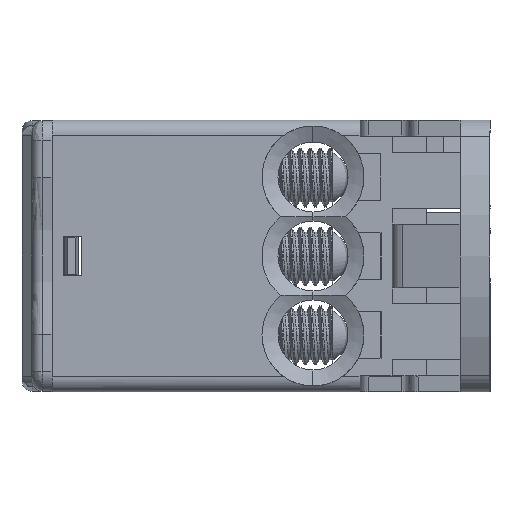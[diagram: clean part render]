
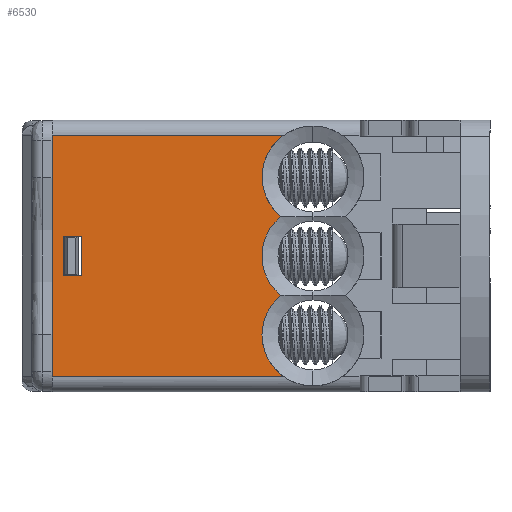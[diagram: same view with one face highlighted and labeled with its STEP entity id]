
A CAD part, left-side view. The second image highlights one B-rep face of the part: STEP entity #6530.
In plain terms, the highlighted planar face has unit normal (-1, 0, 0).
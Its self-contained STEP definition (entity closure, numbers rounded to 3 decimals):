
#366 = VERTEX_POINT ( 'NONE', #31864 ) ;
#485 = VERTEX_POINT ( 'NONE', #13170 ) ;
#2687 = PLANE ( 'NONE',  #100948 ) ;
#3300 = VECTOR ( 'NONE', #168469, 1000. ) ;
#4453 = CARTESIAN_POINT ( 'NONE',  ( -131.579, -8.184, -212.15 ) ) ;
#5077 = AXIS2_PLACEMENT_3D ( 'NONE', #141053, #48156, #154313 ) ;
#5601 = VECTOR ( 'NONE', #34092, 1000. ) ;
#6201 = VECTOR ( 'NONE', #64719, 1000. ) ;
#6530 = ADVANCED_FACE ( 'NONE', ( #19422, #125624 ), #2687, .T. ) ;
#10737 = CARTESIAN_POINT ( 'NONE',  ( -131.579, 3.489, -226.25 ) ) ;
#10890 = CARTESIAN_POINT ( 'NONE',  ( -131.579, 15.162, -236.35 ) ) ;
#12861 = DIRECTION ( 'NONE',  ( 0., 0., 1. ) ) ;
#13170 = CARTESIAN_POINT ( 'NONE',  ( -131.579, -5.838, -232.15 ) ) ;
#19422 = FACE_BOUND ( 'NONE', #141334, .T. ) ;
#19836 = AXIS2_PLACEMENT_3D ( 'NONE', #63956, #49785, #157680 ) ;
#20811 = CARTESIAN_POINT ( 'NONE',  ( -131.579, 14.062, -222.25 ) ) ;
#23502 = EDGE_CURVE ( 'NONE', #159010, #113040, #116724, .T. ) ;
#24481 = VERTEX_POINT ( 'NONE', #79529 ) ;
#25573 = EDGE_CURVE ( 'NONE', #69033, #366, #155283, .T. ) ;
#31864 = CARTESIAN_POINT ( 'NONE',  ( -131.579, 12.262, -226.25 ) ) ;
#34092 = DIRECTION ( 'NONE',  ( 0., 0., -1. ) ) ;
#36709 = EDGE_CURVE ( 'NONE', #24481, #76128, #158859, .T. ) ;
#38789 = EDGE_CURVE ( 'NONE', #109411, #86193, #157966, .T. ) ;
#41556 = EDGE_CURVE ( 'NONE', #76128, #69033, #89369, .T. ) ;
#42738 = CIRCLE ( 'NONE', #82293, 5.1 ) ;
#48156 = DIRECTION ( 'NONE',  ( 1., 0., 0. ) ) ;
#48673 = DIRECTION ( 'NONE',  ( 0., -1., 0. ) ) ;
#49785 = DIRECTION ( 'NONE',  ( 1., 0., 0. ) ) ;
#52142 = CARTESIAN_POINT ( 'NONE',  ( -131.579, 3.489, -222.25 ) ) ;
#57089 = VERTEX_POINT ( 'NONE', #155492 ) ;
#58399 = DIRECTION ( 'NONE',  ( 0., 0., 1. ) ) ;
#61840 = CARTESIAN_POINT ( 'NONE',  ( -131.579, -8.045, -212.15 ) ) ;
#62693 = VECTOR ( 'NONE', #12861, 1000. ) ;
#63222 = LINE ( 'NONE', #142829, #3300 ) ;
#63855 = LINE ( 'NONE', #10737, #6201 ) ;
#63956 = CARTESIAN_POINT ( 'NONE',  ( -131.579, -10.938, -224.25 ) ) ;
#64241 = DIRECTION ( 'NONE',  ( 0., -1., 0. ) ) ;
#64719 = DIRECTION ( 'NONE',  ( 0., 1., 0. ) ) ;
#68580 = CARTESIAN_POINT ( 'NONE',  ( -131.579, 14.062, -224.25 ) ) ;
#69033 = VERTEX_POINT ( 'NONE', #129388 ) ;
#71307 = EDGE_CURVE ( 'NONE', #485, #57089, #129457, .T. ) ;
#76128 = VERTEX_POINT ( 'NONE', #20811 ) ;
#76633 = CARTESIAN_POINT ( 'NONE',  ( -131.579, -0.238, -212.15 ) ) ;
#77237 = CARTESIAN_POINT ( 'NONE',  ( -131.579, 15.162, -212.15 ) ) ;
#79497 = DIRECTION ( 'NONE',  ( 0., 1., 0. ) ) ;
#79529 = CARTESIAN_POINT ( 'NONE',  ( -131.579, 14.062, -226.25 ) ) ;
#79534 = AXIS2_PLACEMENT_3D ( 'NONE', #87118, #156094, #131307 ) ;
#80861 = CARTESIAN_POINT ( 'NONE',  ( -131.579, -7.712, -220.3 ) ) ;
#82293 = AXIS2_PLACEMENT_3D ( 'NONE', #89023, #100527, #101397 ) ;
#85130 = ORIENTED_EDGE ( 'NONE', *, *, #36709, .T. ) ;
#85780 = DIRECTION ( 'NONE',  ( -1., 0., 0. ) ) ;
#86193 = VERTEX_POINT ( 'NONE', #61840 ) ;
#87118 = CARTESIAN_POINT ( 'NONE',  ( -131.579, -10.938, -232.15 ) ) ;
#88294 = EDGE_CURVE ( 'NONE', #366, #24481, #63855, .T. ) ;
#88890 = EDGE_CURVE ( 'NONE', #159010, #485, #99344, .T. ) ;
#89023 = CARTESIAN_POINT ( 'NONE',  ( -131.579, -10.938, -216.35 ) ) ;
#89030 = EDGE_CURVE ( 'NONE', #113040, #109411, #63222, .T. ) ;
#89369 = LINE ( 'NONE', #52142, #170221 ) ;
#91892 = CARTESIAN_POINT ( 'NONE',  ( -131.579, -0.238, -236.35 ) ) ;
#95657 = EDGE_CURVE ( 'NONE', #116767, #86193, #42738, .T. ) ;
#99344 = CIRCLE ( 'NONE', #79534, 5.1 ) ;
#100527 = DIRECTION ( 'NONE',  ( 1., 0., 0. ) ) ;
#100948 = AXIS2_PLACEMENT_3D ( 'NONE', #4453, #85780, #58399 ) ;
#101397 = DIRECTION ( 'NONE',  ( 0., 0., 1. ) ) ;
#107688 = ORIENTED_EDGE ( 'NONE', *, *, #38789, .F. ) ;
#109411 = VERTEX_POINT ( 'NONE', #77237 ) ;
#113040 = VERTEX_POINT ( 'NONE', #10890 ) ;
#116724 = LINE ( 'NONE', #91892, #164033 ) ;
#116767 = VERTEX_POINT ( 'NONE', #80861 ) ;
#123651 = ORIENTED_EDGE ( 'NONE', *, *, #88890, .T. ) ;
#125624 = FACE_OUTER_BOUND ( 'NONE', #167776, .T. ) ;
#126514 = ORIENTED_EDGE ( 'NONE', *, *, #95657, .T. ) ;
#129388 = CARTESIAN_POINT ( 'NONE',  ( -131.579, 12.262, -222.25 ) ) ;
#129457 = CIRCLE ( 'NONE', #5077, 5.1 ) ;
#131307 = DIRECTION ( 'NONE',  ( 0., -1., 0. ) ) ;
#133610 = ORIENTED_EDGE ( 'NONE', *, *, #23502, .F. ) ;
#139502 = ORIENTED_EDGE ( 'NONE', *, *, #159358, .T. ) ;
#141053 = CARTESIAN_POINT ( 'NONE',  ( -131.579, -10.938, -232.15 ) ) ;
#141327 = CIRCLE ( 'NONE', #19836, 5.1 ) ;
#141334 = EDGE_LOOP ( 'NONE', ( #169374, #166711, #85130, #145093 ) ) ;
#142829 = CARTESIAN_POINT ( 'NONE',  ( -131.579, 15.162, -224.25 ) ) ;
#142900 = CARTESIAN_POINT ( 'NONE',  ( -131.579, 12.262, -224.25 ) ) ;
#145093 = ORIENTED_EDGE ( 'NONE', *, *, #41556, .T. ) ;
#147462 = CARTESIAN_POINT ( 'NONE',  ( -131.579, -8.045, -236.35 ) ) ;
#154313 = DIRECTION ( 'NONE',  ( 0., -1., 0. ) ) ;
#155283 = LINE ( 'NONE', #142900, #5601 ) ;
#155492 = CARTESIAN_POINT ( 'NONE',  ( -131.579, -7.712, -228.2 ) ) ;
#156094 = DIRECTION ( 'NONE',  ( 1., 0., 0. ) ) ;
#157680 = DIRECTION ( 'NONE',  ( 0., 0., 1. ) ) ;
#157966 = LINE ( 'NONE', #76633, #167179 ) ;
#158859 = LINE ( 'NONE', #68580, #62693 ) ;
#159010 = VERTEX_POINT ( 'NONE', #147462 ) ;
#159358 = EDGE_CURVE ( 'NONE', #57089, #116767, #141327, .T. ) ;
#164033 = VECTOR ( 'NONE', #79497, 1000. ) ;
#165726 = ORIENTED_EDGE ( 'NONE', *, *, #71307, .T. ) ;
#166711 = ORIENTED_EDGE ( 'NONE', *, *, #88294, .T. ) ;
#167179 = VECTOR ( 'NONE', #64241, 1000. ) ;
#167613 = ORIENTED_EDGE ( 'NONE', *, *, #89030, .F. ) ;
#167776 = EDGE_LOOP ( 'NONE', ( #107688, #167613, #133610, #123651, #165726, #139502, #126514 ) ) ;
#168469 = DIRECTION ( 'NONE',  ( 0., 0., 1. ) ) ;
#169374 = ORIENTED_EDGE ( 'NONE', *, *, #25573, .T. ) ;
#170221 = VECTOR ( 'NONE', #48673, 1000. ) ;
